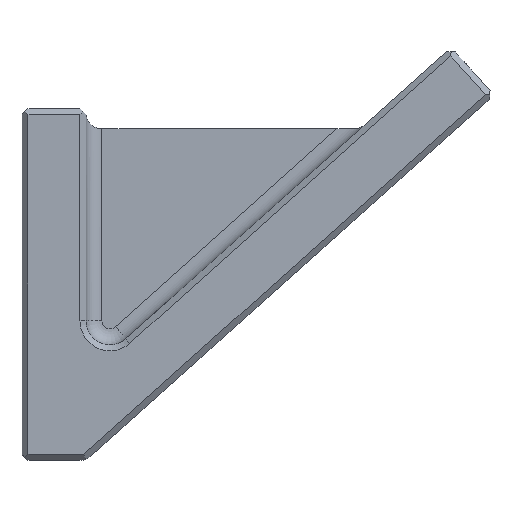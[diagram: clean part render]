
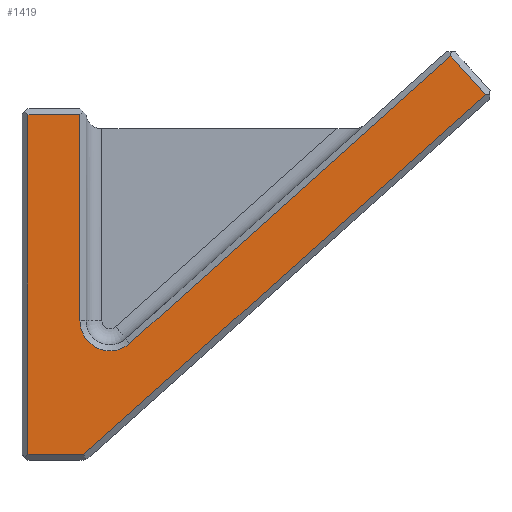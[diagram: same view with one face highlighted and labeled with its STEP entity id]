
A CAD part, top view. The second image highlights one B-rep face of the part: STEP entity #1419.
In plain terms, the highlighted planar face has unit normal (0, 0, 1).
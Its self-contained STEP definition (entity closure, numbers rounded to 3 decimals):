
#19 = AXIS2_PLACEMENT_3D ( 'NONE', #720, #739, #603 ) ;
#26 = VERTEX_POINT ( 'NONE', #757 ) ;
#36 = EDGE_CURVE ( 'NONE', #428, #114, #1404, .T. ) ;
#47 = DIRECTION ( 'NONE',  ( 0.745, 0.667, 0. ) ) ;
#100 = CARTESIAN_POINT ( 'NONE',  ( 27.002, 29.307, 16. ) ) ;
#114 = VERTEX_POINT ( 'NONE', #681 ) ;
#117 = CARTESIAN_POINT ( 'NONE',  ( 14.5, 88., 16. ) ) ;
#187 = CARTESIAN_POINT ( 'NONE',  ( 117.083, 92.485, 16. ) ) ;
#192 = DIRECTION ( 'NONE',  ( -1., 0., 0. ) ) ;
#226 = PLANE ( 'NONE',  #19 ) ;
#234 = LINE ( 'NONE', #187, #433 ) ;
#243 = DIRECTION ( 'NONE',  ( 1., 0., 0. ) ) ;
#275 = EDGE_CURVE ( 'NONE', #114, #26, #234, .T. ) ;
#276 = VERTEX_POINT ( 'NONE', #320 ) ;
#296 = LINE ( 'NONE', #1152, #1689 ) ;
#320 = CARTESIAN_POINT ( 'NONE',  ( 14.5, 86.5, 16. ) ) ;
#323 = CARTESIAN_POINT ( 'NONE',  ( 106.295, 102.289, 16. ) ) ;
#359 = DIRECTION ( 'NONE',  ( 0., -1., 0. ) ) ;
#373 = VECTOR ( 'NONE', #1019, 1000. ) ;
#402 = VERTEX_POINT ( 'NONE', #892 ) ;
#419 = EDGE_CURVE ( 'NONE', #402, #1727, #837, .T. ) ;
#428 = VERTEX_POINT ( 'NONE', #1471 ) ;
#433 = VECTOR ( 'NONE', #47, 1000. ) ;
#460 = VECTOR ( 'NONE', #744, 1000. ) ;
#562 = VECTOR ( 'NONE', #192, 1000. ) ;
#603 = DIRECTION ( 'NONE',  ( 1., 0., 0. ) ) ;
#617 = EDGE_CURVE ( 'NONE', #26, #922, #1330, .T. ) ;
#638 = CARTESIAN_POINT ( 'NONE',  ( 107.295, 101.171, 16. ) ) ;
#681 = CARTESIAN_POINT ( 'NONE',  ( 15.427, 1.5, 16. ) ) ;
#696 = ORIENTED_EDGE ( 'NONE', *, *, #617, .T. ) ;
#720 = CARTESIAN_POINT ( 'NONE',  ( 0., 0., 16. ) ) ;
#739 = DIRECTION ( 'NONE',  ( 0., 0., 1. ) ) ;
#744 = DIRECTION ( 'NONE',  ( 0., 1., 0. ) ) ;
#747 = CARTESIAN_POINT ( 'NONE',  ( 16., 1.5, 16. ) ) ;
#757 = CARTESIAN_POINT ( 'NONE',  ( 115.965, 91.485, 16. ) ) ;
#772 = ORIENTED_EDGE ( 'NONE', *, *, #1538, .T. ) ;
#782 = AXIS2_PLACEMENT_3D ( 'NONE', #1300, #1176, #1320 ) ;
#804 = LINE ( 'NONE', #117, #460 ) ;
#820 = ORIENTED_EDGE ( 'NONE', *, *, #419, .T. ) ;
#837 = CIRCLE ( 'NONE', #782, 7.5 ) ;
#892 = CARTESIAN_POINT ( 'NONE',  ( 27.002, 29.307, 16. ) ) ;
#903 = EDGE_LOOP ( 'NONE', ( #1332, #988, #985, #696, #772, #820, #948, #1513 ) ) ;
#922 = VERTEX_POINT ( 'NONE', #638 ) ;
#948 = ORIENTED_EDGE ( 'NONE', *, *, #1476, .T. ) ;
#953 = CARTESIAN_POINT ( 'NONE',  ( 14.5, 34.895, 16. ) ) ;
#956 = DIRECTION ( 'NONE',  ( -0.667, 0.745, 0. ) ) ;
#960 = CARTESIAN_POINT ( 'NONE',  ( 0., 86.5, 16. ) ) ;
#985 = ORIENTED_EDGE ( 'NONE', *, *, #275, .T. ) ;
#988 = ORIENTED_EDGE ( 'NONE', *, *, #36, .T. ) ;
#1008 = VERTEX_POINT ( 'NONE', #1322 ) ;
#1019 = DIRECTION ( 'NONE',  ( -0.745, -0.667, 0. ) ) ;
#1079 = LINE ( 'NONE', #100, #373 ) ;
#1120 = VECTOR ( 'NONE', #243, 1000. ) ;
#1152 = CARTESIAN_POINT ( 'NONE',  ( 1.5, 0., 16. ) ) ;
#1176 = DIRECTION ( 'NONE',  ( 0., 0., -1. ) ) ;
#1280 = EDGE_CURVE ( 'NONE', #276, #1008, #1411, .T. ) ;
#1300 = CARTESIAN_POINT ( 'NONE',  ( 22., 34.895, 16. ) ) ;
#1320 = DIRECTION ( 'NONE',  ( 1., 0., 0. ) ) ;
#1322 = CARTESIAN_POINT ( 'NONE',  ( 1.5, 86.5, 16. ) ) ;
#1330 = LINE ( 'NONE', #323, #1611 ) ;
#1332 = ORIENTED_EDGE ( 'NONE', *, *, #1566, .T. ) ;
#1341 = FACE_OUTER_BOUND ( 'NONE', #903, .T. ) ;
#1404 = LINE ( 'NONE', #747, #1120 ) ;
#1411 = LINE ( 'NONE', #960, #562 ) ;
#1419 = ADVANCED_FACE ( 'NONE', ( #1341 ), #226, .T. ) ;
#1471 = CARTESIAN_POINT ( 'NONE',  ( 1.5, 1.5, 16. ) ) ;
#1476 = EDGE_CURVE ( 'NONE', #1727, #276, #804, .T. ) ;
#1513 = ORIENTED_EDGE ( 'NONE', *, *, #1280, .T. ) ;
#1538 = EDGE_CURVE ( 'NONE', #922, #402, #1079, .T. ) ;
#1566 = EDGE_CURVE ( 'NONE', #1008, #428, #296, .T. ) ;
#1611 = VECTOR ( 'NONE', #956, 1000. ) ;
#1689 = VECTOR ( 'NONE', #359, 1000. ) ;
#1727 = VERTEX_POINT ( 'NONE', #953 ) ;
